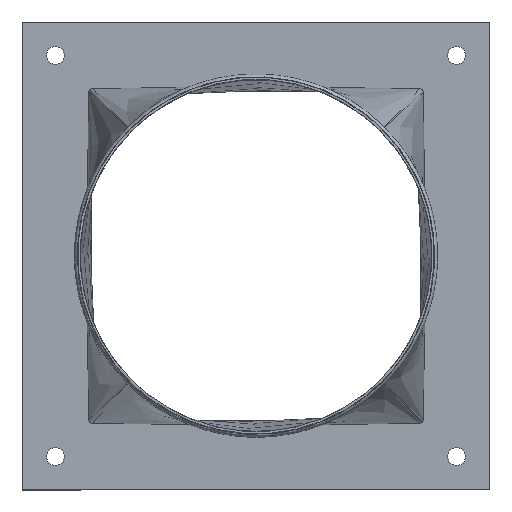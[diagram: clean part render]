
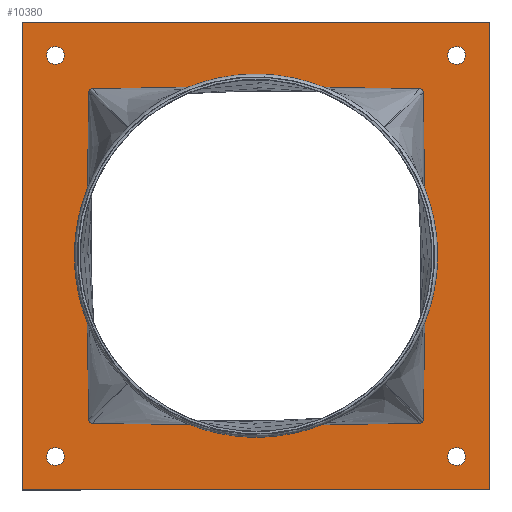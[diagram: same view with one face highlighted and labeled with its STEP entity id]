
A CAD part, top view. The second image highlights one B-rep face of the part: STEP entity #10380.
In plain terms, the highlighted planar face has unit normal (0, 0, 1).
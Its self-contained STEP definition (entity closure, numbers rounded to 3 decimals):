
#91 = ORIENTED_EDGE ( 'NONE', *, *, #8251, .F. ) ;
#117 = EDGE_LOOP ( 'NONE', ( #6986, #5688, #8637, #91 ) ) ;
#144 = DIRECTION ( 'NONE',  ( -1., 0., 0. ) ) ;
#442 = CARTESIAN_POINT ( 'NONE',  ( -86., 90., 0. ) ) ;
#594 = EDGE_CURVE ( 'NONE', #1859, #8193, #2246, .T. ) ;
#741 = CARTESIAN_POINT ( 'NONE',  ( -74., 74., 0. ) ) ;
#866 = EDGE_CURVE ( 'NONE', #8193, #10561, #2006, .T. ) ;
#944 = CARTESIAN_POINT ( 'NONE',  ( -74., 74., 0. ) ) ;
#1018 = EDGE_LOOP ( 'NONE', ( #3300 ) ) ;
#1042 = CARTESIAN_POINT ( 'NONE',  ( -105., 105., 0. ) ) ;
#1072 = FACE_BOUND ( 'NONE', #3895, .T. ) ;
#1088 = LINE ( 'NONE', #944, #2820 ) ;
#1121 = EDGE_CURVE ( 'NONE', #10561, #2552, #7363, .T. ) ;
#1150 = ORIENTED_EDGE ( 'NONE', *, *, #1121, .T. ) ;
#1345 = ORIENTED_EDGE ( 'NONE', *, *, #2724, .F. ) ;
#1443 = DIRECTION ( 'NONE',  ( 0., -1., 0. ) ) ;
#1733 = DIRECTION ( 'NONE',  ( 1., 0., 0. ) ) ;
#1789 = CARTESIAN_POINT ( 'NONE',  ( 74., 74., 0. ) ) ;
#1859 = VERTEX_POINT ( 'NONE', #9582 ) ;
#1871 = AXIS2_PLACEMENT_3D ( 'NONE', #8764, #10515, #4639 ) ;
#1952 = VERTEX_POINT ( 'NONE', #10453 ) ;
#1979 = VECTOR ( 'NONE', #6233, 1000. ) ;
#2006 = LINE ( 'NONE', #8315, #8375 ) ;
#2230 = CARTESIAN_POINT ( 'NONE',  ( -105., -105., 0. ) ) ;
#2246 = LINE ( 'NONE', #10289, #1979 ) ;
#2323 = VERTEX_POINT ( 'NONE', #8507 ) ;
#2458 = VERTEX_POINT ( 'NONE', #6821 ) ;
#2552 = VERTEX_POINT ( 'NONE', #2230 ) ;
#2567 = DIRECTION ( 'NONE',  ( 0., 1., 0. ) ) ;
#2588 = EDGE_CURVE ( 'NONE', #8223, #2323, #7842, .T. ) ;
#2669 = CARTESIAN_POINT ( 'NONE',  ( -90., 90., 0. ) ) ;
#2724 = EDGE_CURVE ( 'NONE', #9109, #9109, #7476, .T. ) ;
#2784 = VERTEX_POINT ( 'NONE', #5639 ) ;
#2820 = VECTOR ( 'NONE', #144, 1000. ) ;
#2837 = EDGE_LOOP ( 'NONE', ( #1345 ) ) ;
#2884 = EDGE_CURVE ( 'NONE', #2784, #2458, #9404, .T. ) ;
#2925 = PLANE ( 'NONE',  #9457 ) ;
#2934 = VECTOR ( 'NONE', #6234, 1000. ) ;
#3159 = FACE_OUTER_BOUND ( 'NONE', #8510, .T. ) ;
#3199 = VECTOR ( 'NONE', #2567, 1000. ) ;
#3300 = ORIENTED_EDGE ( 'NONE', *, *, #5014, .F. ) ;
#3344 = CARTESIAN_POINT ( 'NONE',  ( -74., -74., 0. ) ) ;
#3431 = DIRECTION ( 'NONE',  ( -1., 0., 0. ) ) ;
#3828 = CARTESIAN_POINT ( 'NONE',  ( 94., 90., 0. ) ) ;
#3839 = CARTESIAN_POINT ( 'NONE',  ( 0., 0., 0. ) ) ;
#3895 = EDGE_LOOP ( 'NONE', ( #4203 ) ) ;
#3899 = EDGE_CURVE ( 'NONE', #1952, #1952, #4733, .T. ) ;
#4203 = ORIENTED_EDGE ( 'NONE', *, *, #8234, .F. ) ;
#4314 = DIRECTION ( 'NONE',  ( 0., 0., 1. ) ) ;
#4622 = CARTESIAN_POINT ( 'NONE',  ( 105., -105., 0. ) ) ;
#4639 = DIRECTION ( 'NONE',  ( 1., 0., 0. ) ) ;
#4733 = CIRCLE ( 'NONE', #6414, 4. ) ;
#4835 = FACE_BOUND ( 'NONE', #2837, .T. ) ;
#5014 = EDGE_CURVE ( 'NONE', #10269, #10269, #5295, .T. ) ;
#5024 = DIRECTION ( 'NONE',  ( 0., 0., 1. ) ) ;
#5070 = VECTOR ( 'NONE', #9742, 1000. ) ;
#5107 = DIRECTION ( 'NONE',  ( 1., 0., 0. ) ) ;
#5224 = DIRECTION ( 'NONE',  ( 1., 0., 0. ) ) ;
#5295 = CIRCLE ( 'NONE', #1871, 4. ) ;
#5443 = LINE ( 'NONE', #4622, #5070 ) ;
#5564 = CARTESIAN_POINT ( 'NONE',  ( -74., 74., 0. ) ) ;
#5639 = CARTESIAN_POINT ( 'NONE',  ( 74., -74., 0. ) ) ;
#5688 = ORIENTED_EDGE ( 'NONE', *, *, #8320, .F. ) ;
#5989 = LINE ( 'NONE', #3344, #10187 ) ;
#6175 = CARTESIAN_POINT ( 'NONE',  ( -90., -90., 0. ) ) ;
#6233 = DIRECTION ( 'NONE',  ( 0., 1., 0. ) ) ;
#6234 = DIRECTION ( 'NONE',  ( 0., -1., 0. ) ) ;
#6414 = AXIS2_PLACEMENT_3D ( 'NONE', #6175, #8657, #5224 ) ;
#6596 = EDGE_CURVE ( 'NONE', #2552, #1859, #5443, .T. ) ;
#6665 = FACE_BOUND ( 'NONE', #1018, .T. ) ;
#6811 = DIRECTION ( 'NONE',  ( 1., 0., 0. ) ) ;
#6821 = CARTESIAN_POINT ( 'NONE',  ( 74., 74., 0. ) ) ;
#6927 = AXIS2_PLACEMENT_3D ( 'NONE', #10052, #4314, #5107 ) ;
#6986 = ORIENTED_EDGE ( 'NONE', *, *, #2884, .F. ) ;
#7353 = VECTOR ( 'NONE', #1443, 1000. ) ;
#7363 = LINE ( 'NONE', #1042, #2934 ) ;
#7476 = CIRCLE ( 'NONE', #9018, 4. ) ;
#7570 = ORIENTED_EDGE ( 'NONE', *, *, #6596, .T. ) ;
#7842 = LINE ( 'NONE', #5564, #7353 ) ;
#7889 = CIRCLE ( 'NONE', #6927, 4. ) ;
#8193 = VERTEX_POINT ( 'NONE', #8892 ) ;
#8223 = VERTEX_POINT ( 'NONE', #741 ) ;
#8234 = EDGE_CURVE ( 'NONE', #10675, #10675, #7889, .T. ) ;
#8251 = EDGE_CURVE ( 'NONE', #2458, #8223, #1088, .T. ) ;
#8315 = CARTESIAN_POINT ( 'NONE',  ( 105., 105., 0. ) ) ;
#8320 = EDGE_CURVE ( 'NONE', #2323, #2784, #5989, .T. ) ;
#8375 = VECTOR ( 'NONE', #3431, 1000. ) ;
#8414 = EDGE_LOOP ( 'NONE', ( #10758 ) ) ;
#8483 = CARTESIAN_POINT ( 'NONE',  ( -105., 105., 0. ) ) ;
#8507 = CARTESIAN_POINT ( 'NONE',  ( -74., -74., 0. ) ) ;
#8510 = EDGE_LOOP ( 'NONE', ( #1150, #7570, #9537, #10043 ) ) ;
#8580 = FACE_BOUND ( 'NONE', #117, .T. ) ;
#8637 = ORIENTED_EDGE ( 'NONE', *, *, #2588, .F. ) ;
#8657 = DIRECTION ( 'NONE',  ( 0., 0., 1. ) ) ;
#8764 = CARTESIAN_POINT ( 'NONE',  ( 90., -90., 0. ) ) ;
#8775 = CARTESIAN_POINT ( 'NONE',  ( 94., -90., 0. ) ) ;
#8892 = CARTESIAN_POINT ( 'NONE',  ( 105., 105., 0. ) ) ;
#8904 = DIRECTION ( 'NONE',  ( 0., 0., -1. ) ) ;
#9018 = AXIS2_PLACEMENT_3D ( 'NONE', #2669, #5024, #6811 ) ;
#9109 = VERTEX_POINT ( 'NONE', #442 ) ;
#9404 = LINE ( 'NONE', #1789, #3199 ) ;
#9457 = AXIS2_PLACEMENT_3D ( 'NONE', #3839, #8904, #10682 ) ;
#9537 = ORIENTED_EDGE ( 'NONE', *, *, #594, .T. ) ;
#9582 = CARTESIAN_POINT ( 'NONE',  ( 105., -105., 0. ) ) ;
#9742 = DIRECTION ( 'NONE',  ( 1., 0., 0. ) ) ;
#9772 = FACE_BOUND ( 'NONE', #8414, .T. ) ;
#10043 = ORIENTED_EDGE ( 'NONE', *, *, #866, .T. ) ;
#10052 = CARTESIAN_POINT ( 'NONE',  ( 90., 90., 0. ) ) ;
#10187 = VECTOR ( 'NONE', #1733, 1000. ) ;
#10269 = VERTEX_POINT ( 'NONE', #8775 ) ;
#10289 = CARTESIAN_POINT ( 'NONE',  ( 105., 105., 0. ) ) ;
#10380 = ADVANCED_FACE ( 'NONE', ( #9772, #6665, #1072, #4835, #8580, #3159 ), #2925, .F. ) ;
#10453 = CARTESIAN_POINT ( 'NONE',  ( -86., -90., 0. ) ) ;
#10515 = DIRECTION ( 'NONE',  ( 0., 0., 1. ) ) ;
#10561 = VERTEX_POINT ( 'NONE', #8483 ) ;
#10675 = VERTEX_POINT ( 'NONE', #3828 ) ;
#10682 = DIRECTION ( 'NONE',  ( -1., 0., 0. ) ) ;
#10758 = ORIENTED_EDGE ( 'NONE', *, *, #3899, .F. ) ;
